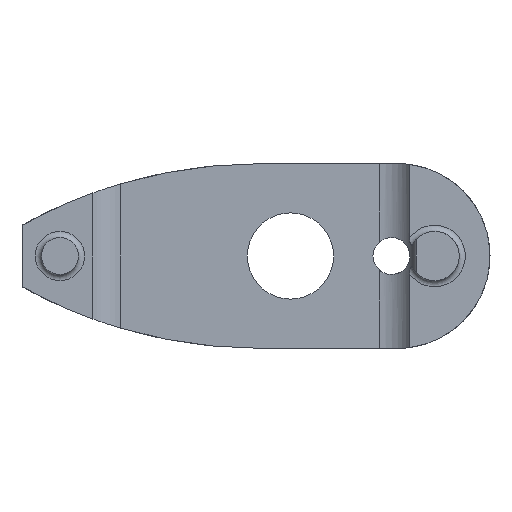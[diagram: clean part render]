
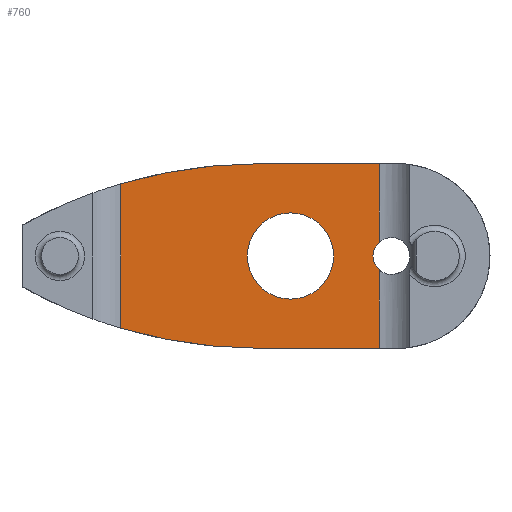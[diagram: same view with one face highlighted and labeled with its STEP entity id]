
A CAD part, front view. The second image highlights one B-rep face of the part: STEP entity #760.
In plain terms, the highlighted planar face has unit normal (0, -1, 0).
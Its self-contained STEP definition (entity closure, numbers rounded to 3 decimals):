
#34 = CIRCLE ( 'NONE', #912, 1.5 ) ;
#53 = ORIENTED_EDGE ( 'NONE', *, *, #1023, .F. ) ;
#73 = CARTESIAN_POINT ( 'NONE',  ( 3.42, 1., -5.852 ) ) ;
#80 = DIRECTION ( 'NONE',  ( 0., 0., -1. ) ) ;
#83 = CARTESIAN_POINT ( 'NONE',  ( 14.785, 1., 32.5 ) ) ;
#86 = ORIENTED_EDGE ( 'NONE', *, *, #448, .F. ) ;
#87 = CIRCLE ( 'NONE', #977, 3.5 ) ;
#90 = ORIENTED_EDGE ( 'NONE', *, *, #932, .T. ) ;
#91 = CARTESIAN_POINT ( 'NONE',  ( 24.42, 1., -1.118 ) ) ;
#107 = VERTEX_POINT ( 'NONE', #117 ) ;
#117 = CARTESIAN_POINT ( 'NONE',  ( 24.42, 1., 7.5 ) ) ;
#119 = LINE ( 'NONE', #548, #467 ) ;
#141 = PLANE ( 'NONE',  #810 ) ;
#145 = EDGE_LOOP ( 'NONE', ( #53, #567, #86, #525, #281, #249, #971, #90 ) ) ;
#168 = VERTEX_POINT ( 'NONE', #238 ) ;
#194 = DIRECTION ( 'NONE',  ( 0., 0., -1. ) ) ;
#203 = CARTESIAN_POINT ( 'NONE',  ( 24.42, 1., 1.118 ) ) ;
#208 = CIRCLE ( 'NONE', #259, 40. ) ;
#209 = EDGE_CURVE ( 'NONE', #225, #972, #607, .T. ) ;
#225 = VERTEX_POINT ( 'NONE', #73 ) ;
#238 = CARTESIAN_POINT ( 'NONE',  ( 24.42, 1., -7.5 ) ) ;
#239 = VERTEX_POINT ( 'NONE', #91 ) ;
#243 = EDGE_CURVE ( 'NONE', #527, #739, #208, .T. ) ;
#245 = DIRECTION ( 'NONE',  ( 0., 1., 0. ) ) ;
#247 = CARTESIAN_POINT ( 'NONE',  ( 25.42, 1., 0. ) ) ;
#249 = ORIENTED_EDGE ( 'NONE', *, *, #867, .T. ) ;
#259 = AXIS2_PLACEMENT_3D ( 'NONE', #633, #625, #386 ) ;
#263 = CARTESIAN_POINT ( 'NONE',  ( 3.42, 1., 7.5 ) ) ;
#281 = ORIENTED_EDGE ( 'NONE', *, *, #243, .F. ) ;
#293 = VECTOR ( 'NONE', #494, 1000. ) ;
#324 = EDGE_LOOP ( 'NONE', ( #440 ) ) ;
#386 = DIRECTION ( 'NONE',  ( 0., 0., 1. ) ) ;
#409 = CARTESIAN_POINT ( 'NONE',  ( 14.785, 1., 7.5 ) ) ;
#412 = FACE_BOUND ( 'NONE', #324, .T. ) ;
#440 = ORIENTED_EDGE ( 'NONE', *, *, #888, .T. ) ;
#448 = EDGE_CURVE ( 'NONE', #107, #559, #823, .T. ) ;
#467 = VECTOR ( 'NONE', #621, 1000. ) ;
#483 = LINE ( 'NONE', #993, #790 ) ;
#488 = VERTEX_POINT ( 'NONE', #697 ) ;
#494 = DIRECTION ( 'NONE',  ( 0., 0., -1. ) ) ;
#519 = CARTESIAN_POINT ( 'NONE',  ( 14.785, 1., -7.5 ) ) ;
#525 = ORIENTED_EDGE ( 'NONE', *, *, #989, .F. ) ;
#526 = VECTOR ( 'NONE', #80, 1000. ) ;
#527 = VERTEX_POINT ( 'NONE', #969 ) ;
#529 = DIRECTION ( 'NONE',  ( 1., 0., 0. ) ) ;
#532 = CARTESIAN_POINT ( 'NONE',  ( 3.42, 1., 7.5 ) ) ;
#538 = LINE ( 'NONE', #1001, #526 ) ;
#548 = CARTESIAN_POINT ( 'NONE',  ( 3.42, 1., 7.5 ) ) ;
#557 = LINE ( 'NONE', #263, #293 ) ;
#559 = VERTEX_POINT ( 'NONE', #203 ) ;
#567 = ORIENTED_EDGE ( 'NONE', *, *, #705, .T. ) ;
#570 = CARTESIAN_POINT ( 'NONE',  ( 17.22, 1., 0. ) ) ;
#601 = AXIS2_PLACEMENT_3D ( 'NONE', #83, #1020, #716 ) ;
#607 = CIRCLE ( 'NONE', #601, 40. ) ;
#621 = DIRECTION ( 'NONE',  ( 1., 0., 0. ) ) ;
#623 = VECTOR ( 'NONE', #194, 1000. ) ;
#625 = DIRECTION ( 'NONE',  ( 0., 1., 0. ) ) ;
#633 = CARTESIAN_POINT ( 'NONE',  ( 14.785, 1., -32.5 ) ) ;
#649 = DIRECTION ( 'NONE',  ( 0., 1., 0. ) ) ;
#697 = CARTESIAN_POINT ( 'NONE',  ( 17.22, 1., 3.5 ) ) ;
#705 = EDGE_CURVE ( 'NONE', #239, #559, #34, .T. ) ;
#716 = DIRECTION ( 'NONE',  ( 0., 0., 1. ) ) ;
#731 = DIRECTION ( 'NONE',  ( 0., 0., 1. ) ) ;
#739 = VERTEX_POINT ( 'NONE', #409 ) ;
#740 = CARTESIAN_POINT ( 'NONE',  ( 24.42, 1., 7.5 ) ) ;
#757 = FACE_OUTER_BOUND ( 'NONE', #145, .T. ) ;
#760 = ADVANCED_FACE ( 'NONE', ( #412, #757 ), #141, .F. ) ;
#765 = DIRECTION ( 'NONE',  ( 0., 0., 1. ) ) ;
#790 = VECTOR ( 'NONE', #529, 1000. ) ;
#792 = DIRECTION ( 'NONE',  ( 0., 0., 1. ) ) ;
#810 = AXIS2_PLACEMENT_3D ( 'NONE', #532, #850, #765 ) ;
#823 = LINE ( 'NONE', #740, #623 ) ;
#850 = DIRECTION ( 'NONE',  ( 0., 1., 0. ) ) ;
#867 = EDGE_CURVE ( 'NONE', #527, #225, #557, .T. ) ;
#888 = EDGE_CURVE ( 'NONE', #488, #488, #87, .T. ) ;
#912 = AXIS2_PLACEMENT_3D ( 'NONE', #247, #245, #792 ) ;
#932 = EDGE_CURVE ( 'NONE', #972, #168, #483, .T. ) ;
#969 = CARTESIAN_POINT ( 'NONE',  ( 3.42, 1., 5.852 ) ) ;
#971 = ORIENTED_EDGE ( 'NONE', *, *, #209, .T. ) ;
#972 = VERTEX_POINT ( 'NONE', #519 ) ;
#977 = AXIS2_PLACEMENT_3D ( 'NONE', #570, #649, #731 ) ;
#989 = EDGE_CURVE ( 'NONE', #739, #107, #119, .T. ) ;
#993 = CARTESIAN_POINT ( 'NONE',  ( 3.42, 1., -7.5 ) ) ;
#1001 = CARTESIAN_POINT ( 'NONE',  ( 24.42, 1., 7.5 ) ) ;
#1020 = DIRECTION ( 'NONE',  ( 0., -1., 0. ) ) ;
#1023 = EDGE_CURVE ( 'NONE', #239, #168, #538, .T. ) ;
